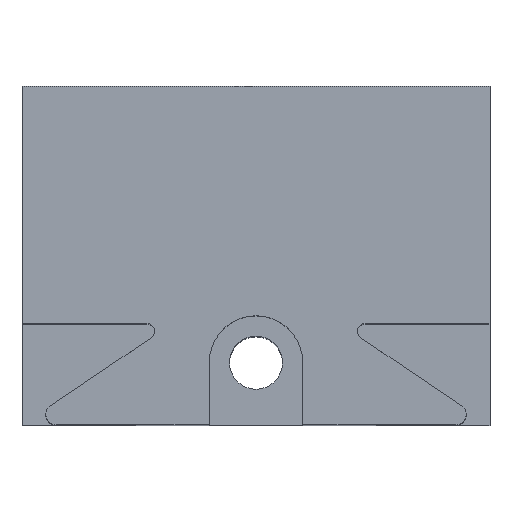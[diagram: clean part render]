
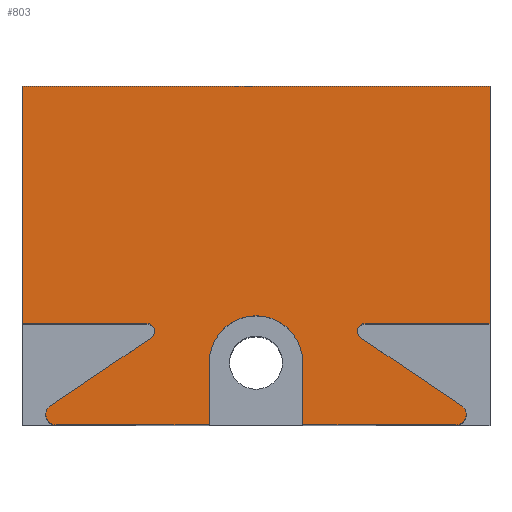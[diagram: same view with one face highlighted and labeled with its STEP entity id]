
A CAD part, top view. The second image highlights one B-rep face of the part: STEP entity #803.
In plain terms, the highlighted planar face has unit normal (0, 0, 1).
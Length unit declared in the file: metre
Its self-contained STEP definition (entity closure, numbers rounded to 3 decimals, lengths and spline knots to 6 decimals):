
#27=LINE('',#1144,#75);
#31=LINE('',#1152,#79);
#39=LINE('',#1188,#87);
#46=LINE('',#1248,#94);
#51=LINE('',#1283,#99);
#55=LINE('',#1291,#103);
#59=LINE('',#1309,#107);
#61=LINE('',#1340,#109);
#65=LINE('',#1372,#113);
#67=LINE('',#1556,#115);
#68=LINE('',#1560,#116);
#75=VECTOR('',#912,1.);
#79=VECTOR('',#916,1.);
#87=VECTOR('',#934,1.);
#94=VECTOR('',#951,1.);
#99=VECTOR('',#978,1.);
#103=VECTOR('',#988,1.);
#107=VECTOR('',#994,1.);
#109=VECTOR('',#1010,1.);
#113=VECTOR('',#1022,1.);
#115=VECTOR('',#1056,1.);
#116=VECTOR('',#1059,1.);
#168=PLANE('',#890);
#308=ORIENTED_EDGE('',*,*,#396,.F.);
#309=ORIENTED_EDGE('',*,*,#474,.T.);
#310=ORIENTED_EDGE('',*,*,#475,.F.);
#311=ORIENTED_EDGE('',*,*,#476,.F.);
#312=ORIENTED_EDGE('',*,*,#392,.F.);
#313=ORIENTED_EDGE('',*,*,#415,.F.);
#314=ORIENTED_EDGE('',*,*,#442,.T.);
#315=ORIENTED_EDGE('',*,*,#443,.T.);
#316=ORIENTED_EDGE('',*,*,#421,.F.);
#317=ORIENTED_EDGE('',*,*,#437,.T.);
#318=ORIENTED_EDGE('',*,*,#409,.T.);
#319=ORIENTED_EDGE('',*,*,#432,.F.);
#320=ORIENTED_EDGE('',*,*,#456,.T.);
#321=ORIENTED_EDGE('',*,*,#452,.F.);
#322=ORIENTED_EDGE('',*,*,#449,.F.);
#323=ORIENTED_EDGE('',*,*,#426,.T.);
#392=EDGE_CURVE('',#498,#499,#27,.T.);
#396=EDGE_CURVE('',#502,#503,#31,.T.);
#409=EDGE_CURVE('',#515,#516,#39,.T.);
#415=EDGE_CURVE('',#520,#498,#573,.T.);
#421=EDGE_CURVE('',#525,#526,#46,.T.);
#426=EDGE_CURVE('',#529,#503,#575,.F.);
#432=EDGE_CURVE('',#535,#516,#51,.T.);
#437=EDGE_CURVE('',#525,#515,#55,.T.);
#442=EDGE_CURVE('',#520,#538,#59,.T.);
#443=EDGE_CURVE('',#538,#526,#581,.T.);
#449=EDGE_CURVE('',#529,#541,#61,.T.);
#452=EDGE_CURVE('',#541,#543,#584,.F.);
#456=EDGE_CURVE('',#535,#543,#65,.T.);
#474=EDGE_CURVE('',#502,#562,#67,.T.);
#475=EDGE_CURVE('',#563,#562,#590,.T.);
#476=EDGE_CURVE('',#499,#563,#68,.T.);
#498=VERTEX_POINT('',#1143);
#499=VERTEX_POINT('',#1145);
#502=VERTEX_POINT('',#1151);
#503=VERTEX_POINT('',#1153);
#515=VERTEX_POINT('',#1189);
#516=VERTEX_POINT('',#1190);
#520=VERTEX_POINT('',#1209);
#525=VERTEX_POINT('',#1247);
#526=VERTEX_POINT('',#1249);
#529=VERTEX_POINT('',#1256);
#535=VERTEX_POINT('',#1282);
#538=VERTEX_POINT('',#1308);
#541=VERTEX_POINT('',#1341);
#543=VERTEX_POINT('',#1347);
#562=VERTEX_POINT('',#1557);
#563=VERTEX_POINT('',#1559);
#573=CIRCLE('',#845,0.000673);
#575=CIRCLE('',#850,0.000673);
#581=CIRCLE('',#865,0.0005);
#584=CIRCLE('',#872,0.0005);
#590=CIRCLE('',#891,0.003);
#647=EDGE_LOOP('',(#308,#309,#310,#311,#312,#313,#314,#315,#316,#317,#318,
#319,#320,#321,#322,#323));
#727=FACE_BOUND('',#647,.T.);
#803=ADVANCED_FACE('',(#727),#168,.F.);
#845=AXIS2_PLACEMENT_3D('',#1210,#941,#942);
#850=AXIS2_PLACEMENT_3D('',#1266,#957,#958);
#865=AXIS2_PLACEMENT_3D('',#1311,#997,#998);
#872=AXIS2_PLACEMENT_3D('',#1346,#1015,#1016);
#890=AXIS2_PLACEMENT_3D('',#1555,#1054,#1055);
#891=AXIS2_PLACEMENT_3D('',#1558,#1057,#1058);
#912=DIRECTION('',(-1.,0.,0.));
#916=DIRECTION('',(-1.,0.,0.));
#934=DIRECTION('',(-1.,0.,0.));
#941=DIRECTION('',(0.,0.,-1.));
#942=DIRECTION('',(-1.,0.,0.));
#951=DIRECTION('',(-1.,0.,0.));
#957=DIRECTION('',(0.,0.,-1.));
#958=DIRECTION('',(-1.,0.,0.));
#978=DIRECTION('',(0.,1.,0.));
#988=DIRECTION('',(0.,1.,0.));
#994=DIRECTION('',(-0.829,0.559,0.));
#997=DIRECTION('',(0.,0.,-1.));
#998=DIRECTION('',(-1.,0.,0.));
#1010=DIRECTION('',(0.829,0.559,0.));
#1015=DIRECTION('',(0.,0.,-1.));
#1016=DIRECTION('',(-1.,0.,0.));
#1022=DIRECTION('',(1.,0.,0.));
#1054=DIRECTION('',(0.,0.,-1.));
#1055=DIRECTION('',(-1.,0.,0.));
#1056=DIRECTION('',(0.,1.,0.));
#1057=DIRECTION('',(0.,0.,1.));
#1058=DIRECTION('',(1.,0.,0.));
#1059=DIRECTION('',(0.,1.,0.));
#1143=CARTESIAN_POINT('',(0.0128,-0.021723,0.036753));
#1144=CARTESIAN_POINT('',(0.,-0.021723,0.036753));
#1145=CARTESIAN_POINT('',(0.003,-0.021723,0.036753));
#1151=CARTESIAN_POINT('',(-0.003,-0.021723,0.036753));
#1152=CARTESIAN_POINT('',(0.,-0.021723,0.036753));
#1153=CARTESIAN_POINT('',(-0.0128,-0.021723,0.036753));
#1188=CARTESIAN_POINT('',(0.,0.,0.036753));
#1189=CARTESIAN_POINT('',(0.015,0.,0.036753));
#1190=CARTESIAN_POINT('',(-0.015,0.,0.036753));
#1209=CARTESIAN_POINT('',(0.013176,-0.020493,0.036753));
#1210=CARTESIAN_POINT('',(0.0128,-0.02105,0.036753));
#1247=CARTESIAN_POINT('',(0.015,-0.015222,0.036753));
#1248=CARTESIAN_POINT('',(0.010999,-0.015222,0.036753));
#1249=CARTESIAN_POINT('',(0.006997,-0.015222,0.036753));
#1256=CARTESIAN_POINT('',(-0.013176,-0.020493,0.036753));
#1266=CARTESIAN_POINT('',(-0.0128,-0.02105,0.036753));
#1282=CARTESIAN_POINT('',(-0.015,-0.015222,0.036753));
#1283=CARTESIAN_POINT('',(-0.015,-0.021725,0.036753));
#1291=CARTESIAN_POINT('',(0.015,-0.021725,0.036753));
#1308=CARTESIAN_POINT('',(0.006718,-0.016137,0.036753));
#1309=CARTESIAN_POINT('',(0.009947,-0.018315,0.036753));
#1311=CARTESIAN_POINT('',(0.006997,-0.015722,0.036753));
#1340=CARTESIAN_POINT('',(-0.009947,-0.018315,0.036753));
#1341=CARTESIAN_POINT('',(-0.006718,-0.016137,0.036753));
#1346=CARTESIAN_POINT('',(-0.006997,-0.015722,0.036753));
#1347=CARTESIAN_POINT('',(-0.006997,-0.015222,0.036753));
#1372=CARTESIAN_POINT('',(-0.010999,-0.015222,0.036753));
#1555=CARTESIAN_POINT('',(0.,-0.021725,0.036753));
#1556=CARTESIAN_POINT('',(-0.003,-0.019723,0.036753));
#1557=CARTESIAN_POINT('',(-0.003,-0.017723,0.036753));
#1558=CARTESIAN_POINT('',(0.,-0.017723,0.036753));
#1559=CARTESIAN_POINT('',(0.003,-0.017723,0.036753));
#1560=CARTESIAN_POINT('',(0.003,-0.019723,0.036753));
